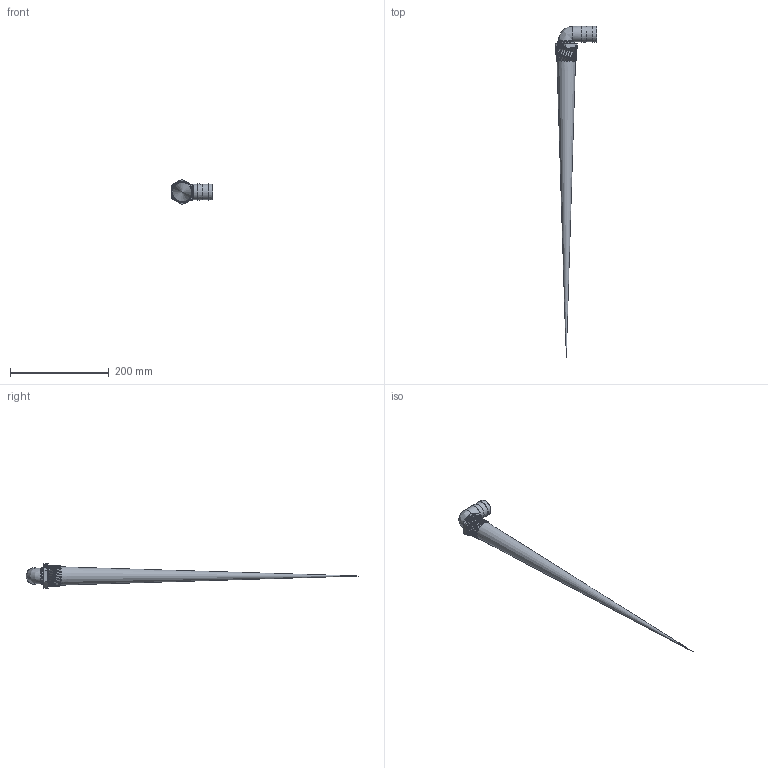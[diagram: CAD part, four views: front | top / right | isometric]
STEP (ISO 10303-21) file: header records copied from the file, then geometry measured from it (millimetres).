
FILE_DESCRIPTION(/* description */ ('1 1/4" NPT X 90° HOSE BARB'),/* implementation_level */ '2;1');
FILE_NAME(/* name */ 'HB125-90.stp',/* time_stamp */ '2020-04-01T16:51:27+02:00',/* author */ ('ABell'),/* organization */ (''),/* preprocessor_version */ 'ST-DEVELOPER v17.2',/* originating_system */ 'Autodesk Inventor 2019',/* authorisation */ '');
FILE_SCHEMA (('AUTOMOTIVE_DESIGN { 1 0 10303 214 3 1 1 }'));
Length unit declared in the file: inch
Products named in the file (2): HB125-90; HB125-90U
Assembly tree (1 placements, depth 2):
  HB125-90
    HB125-90U
Bounding box: 84.14 x 673.33 x 50.62 mm (x, y, z)
Volume: 51644 mm3; surface area: 246429.9 mm2
Topology: 1 solids, 1 shells, 470 faces, 1244 edges, 812 vertices
Faces by surface type: plane 291, bspline 103, cylinder 33, torus 24, cone 19
Full cylindrical faces by diameter (mm): 25.4 x2, 31.75 x2, 34.925 x1, 42.418 x1
Entity records: 17600 total; most frequent: CARTESIAN_POINT 6532, ORIENTED_EDGE 2456, DIRECTION 1926, EDGE_CURVE 1228, LINE 810, VECTOR 810, VERTEX_POINT 806, AXIS2_PLACEMENT_3D 558
